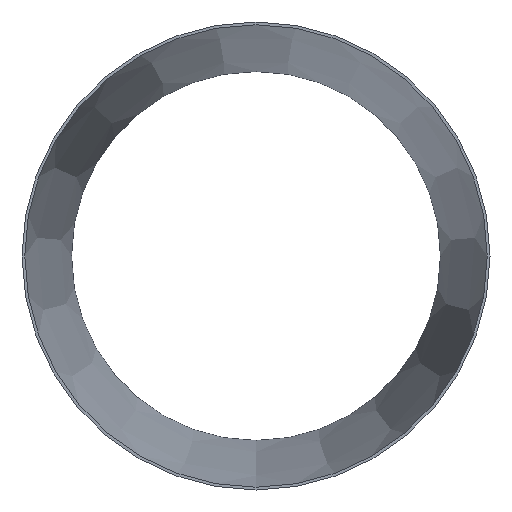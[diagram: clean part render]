
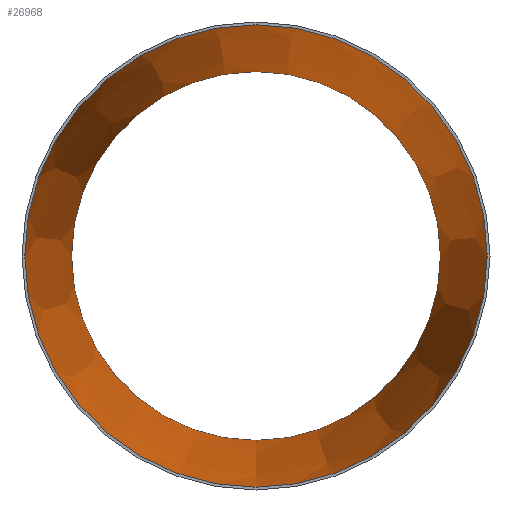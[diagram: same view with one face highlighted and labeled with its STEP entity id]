
A CAD part, front view. The second image highlights one B-rep face of the part: STEP entity #26968.
In plain terms, the highlighted conical face has half-angle 5.711 degrees and reference radius 250.985 mm.
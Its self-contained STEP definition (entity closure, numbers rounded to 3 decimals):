
#1735 = VERTEX_POINT ( 'NONE', #16827 ) ;
#5220 = EDGE_CURVE ( 'NONE', #1735, #1735, #5538, .T. ) ;
#5538 = CIRCLE ( 'NONE', #19108, 250.985 ) ;
#8903 = FACE_OUTER_BOUND ( 'NONE', #26231, .T. ) ;
#12693 = CONICAL_SURFACE ( 'NONE', #14293, 250.985, 0.1 ) ;
#13073 = VERTEX_POINT ( 'NONE', #44277 ) ;
#13836 = ORIENTED_EDGE ( 'NONE', *, *, #39516, .F. ) ;
#14293 = AXIS2_PLACEMENT_3D ( 'NONE', #20931, #48407, #32517 ) ;
#15076 = CARTESIAN_POINT ( 'NONE',  ( 0., 0., 0. ) ) ;
#16107 = ORIENTED_EDGE ( 'NONE', *, *, #5220, .T. ) ;
#16827 = CARTESIAN_POINT ( 'NONE',  ( 0., 0., -250.985 ) ) ;
#18919 = DIRECTION ( 'NONE',  ( 0., 0., -1. ) ) ;
#19108 = AXIS2_PLACEMENT_3D ( 'NONE', #15076, #26625, #22356 ) ;
#19500 = AXIS2_PLACEMENT_3D ( 'NONE', #45417, #45665, #18919 ) ;
#20931 = CARTESIAN_POINT ( 'NONE',  ( 0., 0., 0. ) ) ;
#22356 = DIRECTION ( 'NONE',  ( 0., 0., -1. ) ) ;
#26231 = EDGE_LOOP ( 'NONE', ( #16107 ) ) ;
#26625 = DIRECTION ( 'NONE',  ( 0., -1., 0. ) ) ;
#26968 = ADVANCED_FACE ( 'NONE', ( #39849, #8903 ), #12693, .F. ) ;
#32517 = DIRECTION ( 'NONE',  ( 0., 0., -1. ) ) ;
#39131 = CIRCLE ( 'NONE', #19500, 200.185 ) ;
#39516 = EDGE_CURVE ( 'NONE', #13073, #13073, #39131, .T. ) ;
#39849 = FACE_BOUND ( 'NONE', #48172, .T. ) ;
#44277 = CARTESIAN_POINT ( 'NONE',  ( 0., 508., -200.185 ) ) ;
#45417 = CARTESIAN_POINT ( 'NONE',  ( 0., 508., 0. ) ) ;
#45665 = DIRECTION ( 'NONE',  ( 0., -1., 0. ) ) ;
#48172 = EDGE_LOOP ( 'NONE', ( #13836 ) ) ;
#48407 = DIRECTION ( 'NONE',  ( 0., -1., 0. ) ) ;
